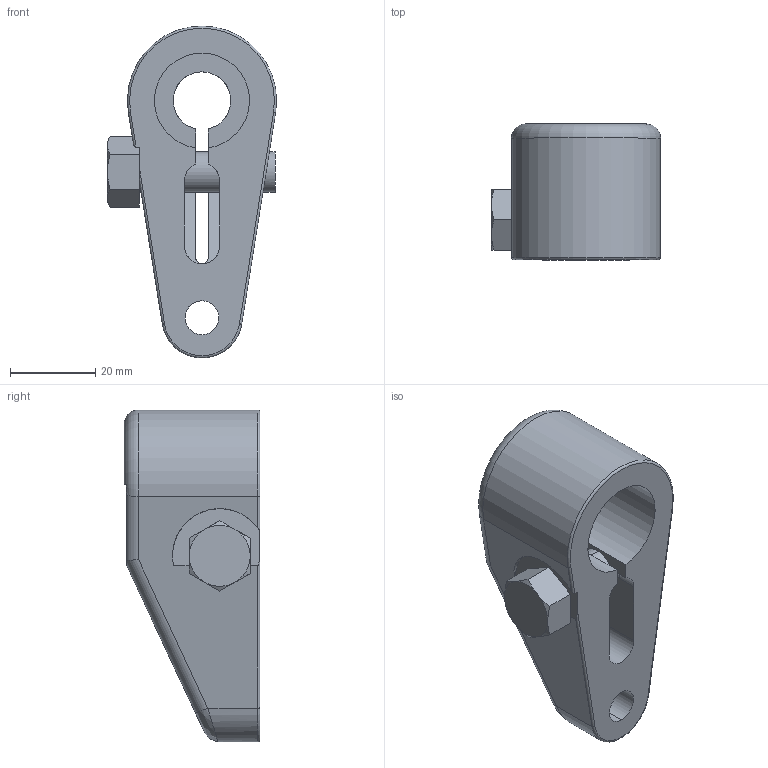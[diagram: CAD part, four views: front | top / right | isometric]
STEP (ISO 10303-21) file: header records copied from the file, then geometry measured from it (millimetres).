
FILE_DESCRIPTION((''),'2;1');
FILE_NAME('ILC91521301','2005-03-18T',('KR'),(''),'PRO/ENGINEER BY PARAMETRIC TECHNOLOGY CORPORATION, 2004290','PRO/ENGINEER BY PARAMETRIC TECHNOLOGY CORPORATION, 2004290','');
FILE_SCHEMA(('AUTOMOTIVE_DESIGN_CC2 { 1 2 10303 214 -1 1 5 2 }'));
Length unit declared in the file: inch
Products named in the file (1): ILC91521301
Bounding box: 39.57 x 31.75 x 77.65 mm (x, y, z)
Volume: 39695.7 mm3; surface area: 13542.3 mm2
Topology: 1 solids, 1 shells, 63 faces, 172 edges, 109 vertices
Faces by surface type: cylinder 27, plane 26, cone 6, torus 3, bspline 1
Entity records: 3140 total; most frequent: CARTESIAN_POINT 718, ORIENTED_EDGE 344, DIRECTION 308, PRESENTATION_STYLE_ASSIGNMENT 190, STYLED_ITEM 173, CURVE_STYLE 172, EDGE_CURVE 172, AXIS2_PLACEMENT_3D 112
